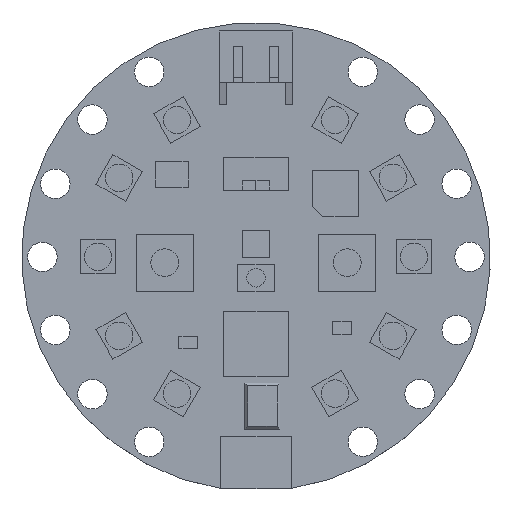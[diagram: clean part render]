
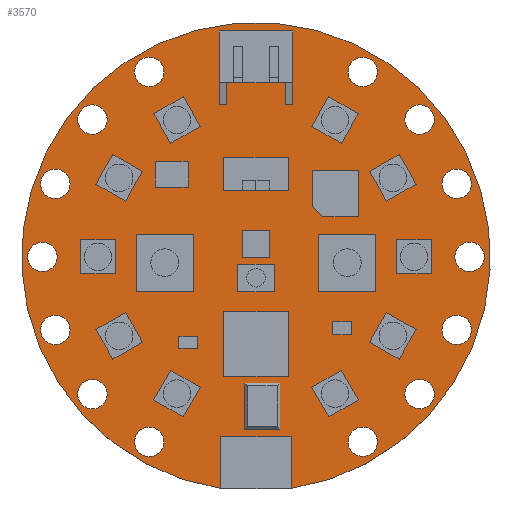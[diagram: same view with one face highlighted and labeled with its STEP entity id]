
A CAD part, top view. The second image highlights one B-rep face of the part: STEP entity #3570.
In plain terms, the highlighted planar face has unit normal (0, 0, 1).
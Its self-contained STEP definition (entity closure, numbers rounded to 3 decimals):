
#61=FACE_BOUND('',#545,.T.);
#62=FACE_BOUND('',#546,.T.);
#63=FACE_BOUND('',#547,.T.);
#64=FACE_BOUND('',#548,.T.);
#65=FACE_BOUND('',#549,.T.);
#66=FACE_BOUND('',#550,.T.);
#67=FACE_BOUND('',#551,.T.);
#68=FACE_BOUND('',#552,.T.);
#69=FACE_BOUND('',#553,.T.);
#70=FACE_BOUND('',#554,.T.);
#71=FACE_BOUND('',#555,.T.);
#72=FACE_BOUND('',#556,.T.);
#73=FACE_BOUND('',#557,.T.);
#74=FACE_BOUND('',#558,.T.);
#105=PLANE('',#3863);
#318=FACE_OUTER_BOUND('',#544,.T.);
#544=EDGE_LOOP('',(#2606,#2607));
#545=EDGE_LOOP('',(#2608));
#546=EDGE_LOOP('',(#2609));
#547=EDGE_LOOP('',(#2610));
#548=EDGE_LOOP('',(#2611));
#549=EDGE_LOOP('',(#2612));
#550=EDGE_LOOP('',(#2613));
#551=EDGE_LOOP('',(#2614));
#552=EDGE_LOOP('',(#2615));
#553=EDGE_LOOP('',(#2616));
#554=EDGE_LOOP('',(#2617));
#555=EDGE_LOOP('',(#2618));
#556=EDGE_LOOP('',(#2619));
#557=EDGE_LOOP('',(#2620));
#558=EDGE_LOOP('',(#2621));
#811=LINE('',#5189,#1247);
#1247=VECTOR('',#4201,10.);
#1670=CIRCLE('',#3819,1.6);
#1672=CIRCLE('',#3822,1.6);
#1674=CIRCLE('',#3825,1.6);
#1676=CIRCLE('',#3828,1.6);
#1678=CIRCLE('',#3831,1.6);
#1680=CIRCLE('',#3834,1.6);
#1682=CIRCLE('',#3837,1.6);
#1684=CIRCLE('',#3840,1.6);
#1686=CIRCLE('',#3843,1.6);
#1688=CIRCLE('',#3846,1.6);
#1690=CIRCLE('',#3849,1.6);
#1692=CIRCLE('',#3852,1.6);
#1694=CIRCLE('',#3855,1.6);
#1696=CIRCLE('',#3858,1.6);
#1697=CIRCLE('',#3861,25.43);
#1726=VERTEX_POINT('',#5105);
#1728=VERTEX_POINT('',#5111);
#1730=VERTEX_POINT('',#5117);
#1732=VERTEX_POINT('',#5123);
#1734=VERTEX_POINT('',#5129);
#1736=VERTEX_POINT('',#5135);
#1738=VERTEX_POINT('',#5141);
#1740=VERTEX_POINT('',#5147);
#1742=VERTEX_POINT('',#5153);
#1744=VERTEX_POINT('',#5159);
#1746=VERTEX_POINT('',#5165);
#1748=VERTEX_POINT('',#5171);
#1750=VERTEX_POINT('',#5177);
#1752=VERTEX_POINT('',#5183);
#1753=VERTEX_POINT('',#5187);
#1754=VERTEX_POINT('',#5188);
#2052=EDGE_CURVE('',#1726,#1726,#1670,.T.);
#2055=EDGE_CURVE('',#1728,#1728,#1672,.T.);
#2058=EDGE_CURVE('',#1730,#1730,#1674,.T.);
#2061=EDGE_CURVE('',#1732,#1732,#1676,.T.);
#2064=EDGE_CURVE('',#1734,#1734,#1678,.T.);
#2067=EDGE_CURVE('',#1736,#1736,#1680,.T.);
#2070=EDGE_CURVE('',#1738,#1738,#1682,.T.);
#2073=EDGE_CURVE('',#1740,#1740,#1684,.T.);
#2076=EDGE_CURVE('',#1742,#1742,#1686,.T.);
#2079=EDGE_CURVE('',#1744,#1744,#1688,.T.);
#2082=EDGE_CURVE('',#1746,#1746,#1690,.T.);
#2085=EDGE_CURVE('',#1748,#1748,#1692,.T.);
#2088=EDGE_CURVE('',#1750,#1750,#1694,.T.);
#2091=EDGE_CURVE('',#1752,#1752,#1696,.T.);
#2092=EDGE_CURVE('',#1753,#1754,#811,.T.);
#2096=EDGE_CURVE('',#1754,#1753,#1697,.T.);
#2606=ORIENTED_EDGE('',*,*,#2096,.T.);
#2607=ORIENTED_EDGE('',*,*,#2092,.T.);
#2608=ORIENTED_EDGE('',*,*,#2091,.T.);
#2609=ORIENTED_EDGE('',*,*,#2088,.T.);
#2610=ORIENTED_EDGE('',*,*,#2085,.T.);
#2611=ORIENTED_EDGE('',*,*,#2082,.T.);
#2612=ORIENTED_EDGE('',*,*,#2079,.T.);
#2613=ORIENTED_EDGE('',*,*,#2076,.T.);
#2614=ORIENTED_EDGE('',*,*,#2073,.T.);
#2615=ORIENTED_EDGE('',*,*,#2070,.T.);
#2616=ORIENTED_EDGE('',*,*,#2067,.T.);
#2617=ORIENTED_EDGE('',*,*,#2064,.T.);
#2618=ORIENTED_EDGE('',*,*,#2061,.T.);
#2619=ORIENTED_EDGE('',*,*,#2058,.T.);
#2620=ORIENTED_EDGE('',*,*,#2055,.T.);
#2621=ORIENTED_EDGE('',*,*,#2052,.T.);
#3570=ADVANCED_FACE('',(#318,#61,#62,#63,#64,#65,#66,#67,#68,#69,#70,#71,
#72,#73,#74),#105,.T.);
#3819=AXIS2_PLACEMENT_3D('',#5107,#4106,#4107);
#3822=AXIS2_PLACEMENT_3D('',#5113,#4113,#4114);
#3825=AXIS2_PLACEMENT_3D('',#5119,#4120,#4121);
#3828=AXIS2_PLACEMENT_3D('',#5125,#4127,#4128);
#3831=AXIS2_PLACEMENT_3D('',#5131,#4134,#4135);
#3834=AXIS2_PLACEMENT_3D('',#5137,#4141,#4142);
#3837=AXIS2_PLACEMENT_3D('',#5143,#4148,#4149);
#3840=AXIS2_PLACEMENT_3D('',#5149,#4155,#4156);
#3843=AXIS2_PLACEMENT_3D('',#5155,#4162,#4163);
#3846=AXIS2_PLACEMENT_3D('',#5161,#4169,#4170);
#3849=AXIS2_PLACEMENT_3D('',#5167,#4176,#4177);
#3852=AXIS2_PLACEMENT_3D('',#5173,#4183,#4184);
#3855=AXIS2_PLACEMENT_3D('',#5179,#4190,#4191);
#3858=AXIS2_PLACEMENT_3D('',#5185,#4197,#4198);
#3861=AXIS2_PLACEMENT_3D('',#5196,#4207,#4208);
#3863=AXIS2_PLACEMENT_3D('',#5198,#4211,#4212);
#4106=DIRECTION('center_axis',(0.,0.,-1.));
#4107=DIRECTION('ref_axis',(1.,0.,0.));
#4113=DIRECTION('center_axis',(0.,0.,-1.));
#4114=DIRECTION('ref_axis',(1.,0.,0.));
#4120=DIRECTION('center_axis',(0.,0.,-1.));
#4121=DIRECTION('ref_axis',(1.,0.,0.));
#4127=DIRECTION('center_axis',(0.,0.,-1.));
#4128=DIRECTION('ref_axis',(1.,0.,0.));
#4134=DIRECTION('center_axis',(0.,0.,-1.));
#4135=DIRECTION('ref_axis',(1.,0.,0.));
#4141=DIRECTION('center_axis',(0.,0.,-1.));
#4142=DIRECTION('ref_axis',(1.,0.,0.));
#4148=DIRECTION('center_axis',(0.,0.,-1.));
#4149=DIRECTION('ref_axis',(1.,0.,0.));
#4155=DIRECTION('center_axis',(0.,0.,-1.));
#4156=DIRECTION('ref_axis',(1.,0.,0.));
#4162=DIRECTION('center_axis',(0.,0.,-1.));
#4163=DIRECTION('ref_axis',(1.,0.,0.));
#4169=DIRECTION('center_axis',(0.,0.,-1.));
#4170=DIRECTION('ref_axis',(1.,0.,0.));
#4176=DIRECTION('center_axis',(0.,0.,-1.));
#4177=DIRECTION('ref_axis',(1.,0.,0.));
#4183=DIRECTION('center_axis',(0.,0.,-1.));
#4184=DIRECTION('ref_axis',(1.,0.,0.));
#4190=DIRECTION('center_axis',(0.,0.,-1.));
#4191=DIRECTION('ref_axis',(1.,0.,0.));
#4197=DIRECTION('center_axis',(0.,0.,-1.));
#4198=DIRECTION('ref_axis',(1.,0.,0.));
#4201=DIRECTION('',(1.,0.,0.));
#4207=DIRECTION('center_axis',(0.,0.,1.));
#4208=DIRECTION('ref_axis',(1.,0.,0.));
#4211=DIRECTION('center_axis',(0.,0.,1.));
#4212=DIRECTION('ref_axis',(1.,0.,0.));
#5105=CARTESIAN_POINT('',(9.991,-20.071,0.));
#5107=CARTESIAN_POINT('Origin',(11.591,-20.071,0.));
#5111=CARTESIAN_POINT('',(-23.38,7.925,0.));
#5113=CARTESIAN_POINT('Origin',(-21.78,7.925,0.));
#5117=CARTESIAN_POINT('',(21.578,0.002,0.));
#5119=CARTESIAN_POINT('Origin',(23.178,0.002,0.));
#5123=CARTESIAN_POINT('',(-13.191,20.071,0.));
#5125=CARTESIAN_POINT('Origin',(-11.591,20.071,0.));
#5129=CARTESIAN_POINT('',(20.179,7.929,0.));
#5131=CARTESIAN_POINT('Origin',(21.779,7.929,0.));
#5135=CARTESIAN_POINT('',(16.156,-14.897,0.));
#5137=CARTESIAN_POINT('Origin',(17.756,-14.897,0.));
#5141=CARTESIAN_POINT('',(20.18,-7.925,0.));
#5143=CARTESIAN_POINT('Origin',(21.78,-7.925,0.));
#5147=CARTESIAN_POINT('',(16.154,14.9,0.));
#5149=CARTESIAN_POINT('Origin',(17.754,14.9,0.));
#5153=CARTESIAN_POINT('',(-19.356,14.897,0.));
#5155=CARTESIAN_POINT('Origin',(-17.756,14.897,0.));
#5159=CARTESIAN_POINT('',(9.987,20.073,0.));
#5161=CARTESIAN_POINT('Origin',(11.587,20.073,0.));
#5165=CARTESIAN_POINT('',(-13.187,-20.073,0.));
#5167=CARTESIAN_POINT('Origin',(-11.587,-20.073,0.));
#5171=CARTESIAN_POINT('',(-19.354,-14.9,0.));
#5173=CARTESIAN_POINT('Origin',(-17.754,-14.9,0.));
#5177=CARTESIAN_POINT('',(-23.379,-7.929,0.));
#5179=CARTESIAN_POINT('Origin',(-21.779,-7.929,0.));
#5183=CARTESIAN_POINT('',(-24.778,-0.002,0.));
#5185=CARTESIAN_POINT('Origin',(-23.178,-0.002,0.));
#5187=CARTESIAN_POINT('',(-3.763,-25.15,0.));
#5188=CARTESIAN_POINT('',(3.763,-25.15,0.));
#5189=CARTESIAN_POINT('',(-10.,-25.15,0.));
#5196=CARTESIAN_POINT('Origin',(0.,0.,0.));
#5198=CARTESIAN_POINT('Origin',(0.,0.14,0.));
